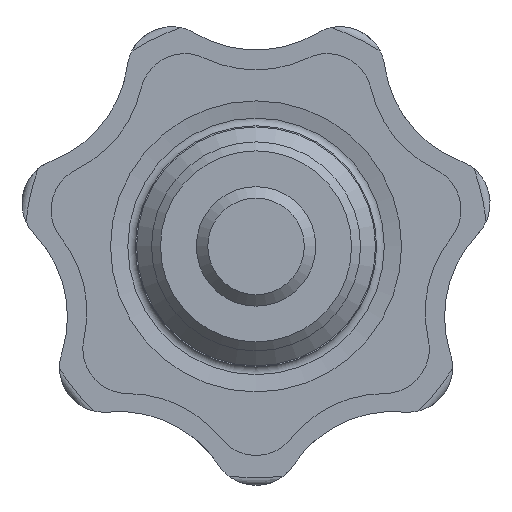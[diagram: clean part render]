
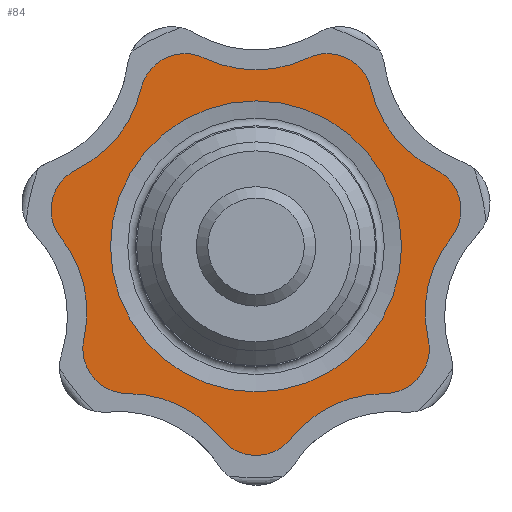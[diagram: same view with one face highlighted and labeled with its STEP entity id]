
A CAD part, front view. The second image highlights one B-rep face of the part: STEP entity #84.
In plain terms, the highlighted planar face has unit normal (0, -1, 0).
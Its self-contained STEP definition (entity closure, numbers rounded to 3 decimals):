
#84 = ADVANCED_FACE( '', ( #206, #207 ), #208, .F. );
#206 = FACE_OUTER_BOUND( '', #377, .T. );
#207 = FACE_BOUND( '', #378, .T. );
#208 = PLANE( '', #379 );
#377 = EDGE_LOOP( '', ( #566, #567, #568, #569, #570, #571, #572, #573, #574, #575, #576, #577, #578, #579 ) );
#378 = EDGE_LOOP( '', ( #580 ) );
#379 = AXIS2_PLACEMENT_3D( '', #581, #582, #583 );
#566 = ORIENTED_EDGE( '', *, *, #1014, .T. );
#567 = ORIENTED_EDGE( '', *, *, #1015, .F. );
#568 = ORIENTED_EDGE( '', *, *, #1016, .T. );
#569 = ORIENTED_EDGE( '', *, *, #1017, .F. );
#570 = ORIENTED_EDGE( '', *, *, #1018, .T. );
#571 = ORIENTED_EDGE( '', *, *, #1019, .F. );
#572 = ORIENTED_EDGE( '', *, *, #1005, .T. );
#573 = ORIENTED_EDGE( '', *, *, #1020, .F. );
#574 = ORIENTED_EDGE( '', *, *, #1021, .T. );
#575 = ORIENTED_EDGE( '', *, *, #1022, .F. );
#576 = ORIENTED_EDGE( '', *, *, #1023, .T. );
#577 = ORIENTED_EDGE( '', *, *, #1024, .F. );
#578 = ORIENTED_EDGE( '', *, *, #1010, .T. );
#579 = ORIENTED_EDGE( '', *, *, #1025, .F. );
#580 = ORIENTED_EDGE( '', *, *, #1026, .F. );
#581 = CARTESIAN_POINT( '', ( -13.962, 17., -5.635 ) );
#582 = DIRECTION( '', ( 0., 1., 0. ) );
#583 = DIRECTION( '', ( 0., 0., 1. ) );
#1005 = EDGE_CURVE( '', #1200, #1197, #1201, .T. );
#1010 = EDGE_CURVE( '', #1209, #1206, #1210, .T. );
#1014 = EDGE_CURVE( '', #1215, #1216, #1217, .T. );
#1015 = EDGE_CURVE( '', #1218, #1216, #1219, .T. );
#1016 = EDGE_CURVE( '', #1218, #1220, #1221, .T. );
#1017 = EDGE_CURVE( '', #1222, #1220, #1223, .T. );
#1018 = EDGE_CURVE( '', #1222, #1224, #1225, .T. );
#1019 = EDGE_CURVE( '', #1200, #1224, #1226, .T. );
#1020 = EDGE_CURVE( '', #1227, #1197, #1228, .T. );
#1021 = EDGE_CURVE( '', #1227, #1229, #1230, .T. );
#1022 = EDGE_CURVE( '', #1231, #1229, #1232, .T. );
#1023 = EDGE_CURVE( '', #1231, #1233, #1234, .T. );
#1024 = EDGE_CURVE( '', #1209, #1233, #1235, .T. );
#1025 = EDGE_CURVE( '', #1215, #1206, #1236, .T. );
#1026 = EDGE_CURVE( '', #1237, #1237, #1238, .F. );
#1197 = VERTEX_POINT( '', #1548 );
#1200 = VERTEX_POINT( '', #1552 );
#1201 = CIRCLE( '', #1553, 8. );
#1206 = VERTEX_POINT( '', #1559 );
#1209 = VERTEX_POINT( '', #1563 );
#1210 = CIRCLE( '', #1564, 8. );
#1215 = VERTEX_POINT( '', #1570 );
#1216 = VERTEX_POINT( '', #1571 );
#1217 = CIRCLE( '', #1572, 8. );
#1218 = VERTEX_POINT( '', #1573 );
#1219 = CIRCLE( '', #1574, 3. );
#1220 = VERTEX_POINT( '', #1575 );
#1221 = CIRCLE( '', #1576, 8. );
#1222 = VERTEX_POINT( '', #1577 );
#1223 = CIRCLE( '', #1578, 3. );
#1224 = VERTEX_POINT( '', #1579 );
#1225 = CIRCLE( '', #1580, 8. );
#1226 = CIRCLE( '', #1581, 3. );
#1227 = VERTEX_POINT( '', #1582 );
#1228 = CIRCLE( '', #1583, 3. );
#1229 = VERTEX_POINT( '', #1584 );
#1230 = CIRCLE( '', #1585, 8. );
#1231 = VERTEX_POINT( '', #1586 );
#1232 = CIRCLE( '', #1587, 3. );
#1233 = VERTEX_POINT( '', #1588 );
#1234 = CIRCLE( '', #1589, 8. );
#1235 = CIRCLE( '', #1590, 3. );
#1236 = CIRCLE( '', #1591, 3. );
#1237 = VERTEX_POINT( '', #1592 );
#1238 = CIRCLE( '', #1593, 9.747 );
#1548 = CARTESIAN_POINT( '', ( 13.07, 17., 0.577 ) );
#1552 = CARTESIAN_POINT( '', ( 11.525, 17., -6.191 ) );
#1553 = AXIS2_PLACEMENT_3D( '', #2236, #2237, #2238 );
#1559 = CARTESIAN_POINT( '', ( -12.026, 17., 5.151 ) );
#1563 = CARTESIAN_POINT( '', ( -7.698, 17., 10.578 ) );
#1564 = AXIS2_PLACEMENT_3D( '', #2244, #2245, #2246 );
#1570 = CARTESIAN_POINT( '', ( -13.07, 17., 0.577 ) );
#1571 = CARTESIAN_POINT( '', ( -11.525, 17., -6.191 ) );
#1572 = AXIS2_PLACEMENT_3D( '', #2251, #2252, #2253 );
#1573 = CARTESIAN_POINT( '', ( -8.6, 17., -9.858 ) );
#1574 = AXIS2_PLACEMENT_3D( '', #2254, #2255, #2256 );
#1575 = CARTESIAN_POINT( '', ( -2.345, 17., -12.87 ) );
#1576 = AXIS2_PLACEMENT_3D( '', #2257, #2258, #2259 );
#1577 = CARTESIAN_POINT( '', ( 2.345, 17., -12.87 ) );
#1578 = AXIS2_PLACEMENT_3D( '', #2260, #2261, #2262 );
#1579 = CARTESIAN_POINT( '', ( 8.6, 17., -9.858 ) );
#1580 = AXIS2_PLACEMENT_3D( '', #2263, #2264, #2265 );
#1581 = AXIS2_PLACEMENT_3D( '', #2266, #2267, #2268 );
#1582 = CARTESIAN_POINT( '', ( 12.026, 17., 5.151 ) );
#1583 = AXIS2_PLACEMENT_3D( '', #2269, #2270, #2271 );
#1584 = CARTESIAN_POINT( '', ( 7.698, 17., 10.578 ) );
#1585 = AXIS2_PLACEMENT_3D( '', #2272, #2273, #2274 );
#1586 = CARTESIAN_POINT( '', ( 3.471, 17., 12.614 ) );
#1587 = AXIS2_PLACEMENT_3D( '', #2275, #2276, #2277 );
#1588 = CARTESIAN_POINT( '', ( -3.471, 17., 12.614 ) );
#1589 = AXIS2_PLACEMENT_3D( '', #2278, #2279, #2280 );
#1590 = AXIS2_PLACEMENT_3D( '', #2281, #2282, #2283 );
#1591 = AXIS2_PLACEMENT_3D( '', #2284, #2285, #2286 );
#1592 = CARTESIAN_POINT( '', ( 0., 17., 9.747 ) );
#1593 = AXIS2_PLACEMENT_3D( '', #2287, #2288, #2289 );
#2236 = CARTESIAN_POINT( '', ( 19.324, 17., -4.411 ) );
#2237 = DIRECTION( '', ( 0., 1., 0. ) );
#2238 = DIRECTION( '', ( 1., 0., 0. ) );
#2244 = CARTESIAN_POINT( '', ( -15.497, 17., 12.358 ) );
#2245 = DIRECTION( '', ( 0., 1., 0. ) );
#2246 = DIRECTION( '', ( 1., 0., 0. ) );
#2251 = CARTESIAN_POINT( '', ( -19.324, 17., -4.411 ) );
#2252 = DIRECTION( '', ( 0., 1., 0. ) );
#2253 = DIRECTION( '', ( 1., 0., 0. ) );
#2254 = CARTESIAN_POINT( '', ( -8.6, 17., -6.858 ) );
#2255 = DIRECTION( '', ( 0., 1., 0. ) );
#2256 = DIRECTION( '', ( 1., 0., 0. ) );
#2257 = CARTESIAN_POINT( '', ( -8.6, 17., -17.858 ) );
#2258 = DIRECTION( '', ( 0., 1., 0. ) );
#2259 = DIRECTION( '', ( 1., 0., 0. ) );
#2260 = CARTESIAN_POINT( '', ( 0., 17., -11. ) );
#2261 = DIRECTION( '', ( 0., 1., 0. ) );
#2262 = DIRECTION( '', ( 1., 0., 0. ) );
#2263 = CARTESIAN_POINT( '', ( 8.6, 17., -17.858 ) );
#2264 = DIRECTION( '', ( 0., 1., 0. ) );
#2265 = DIRECTION( '', ( 1., 0., 0. ) );
#2266 = CARTESIAN_POINT( '', ( 8.6, 17., -6.858 ) );
#2267 = DIRECTION( '', ( 0., 1., 0. ) );
#2268 = DIRECTION( '', ( 1., 0., 0. ) );
#2269 = CARTESIAN_POINT( '', ( 10.724, 17., 2.448 ) );
#2270 = DIRECTION( '', ( 0., 1., 0. ) );
#2271 = DIRECTION( '', ( 1., 0., 0. ) );
#2272 = CARTESIAN_POINT( '', ( 15.497, 17., 12.358 ) );
#2273 = DIRECTION( '', ( 0., 1., 0. ) );
#2274 = DIRECTION( '', ( 1., 0., 0. ) );
#2275 = CARTESIAN_POINT( '', ( 4.773, 17., 9.911 ) );
#2276 = DIRECTION( '', ( 0., 1., 0. ) );
#2277 = DIRECTION( '', ( 1., 0., 0. ) );
#2278 = CARTESIAN_POINT( '', ( 0., 17., 19.821 ) );
#2279 = DIRECTION( '', ( 0., 1., 0. ) );
#2280 = DIRECTION( '', ( 1., 0., 0. ) );
#2281 = CARTESIAN_POINT( '', ( -4.773, 17., 9.911 ) );
#2282 = DIRECTION( '', ( 0., 1., 0. ) );
#2283 = DIRECTION( '', ( 1., 0., 0. ) );
#2284 = CARTESIAN_POINT( '', ( -10.724, 17., 2.448 ) );
#2285 = DIRECTION( '', ( 0., 1., 0. ) );
#2286 = DIRECTION( '', ( 1., 0., 0. ) );
#2287 = CARTESIAN_POINT( '', ( 0., 17., 0. ) );
#2288 = DIRECTION( '', ( 0., 1., 0. ) );
#2289 = DIRECTION( '', ( 0., 0., 1. ) );
